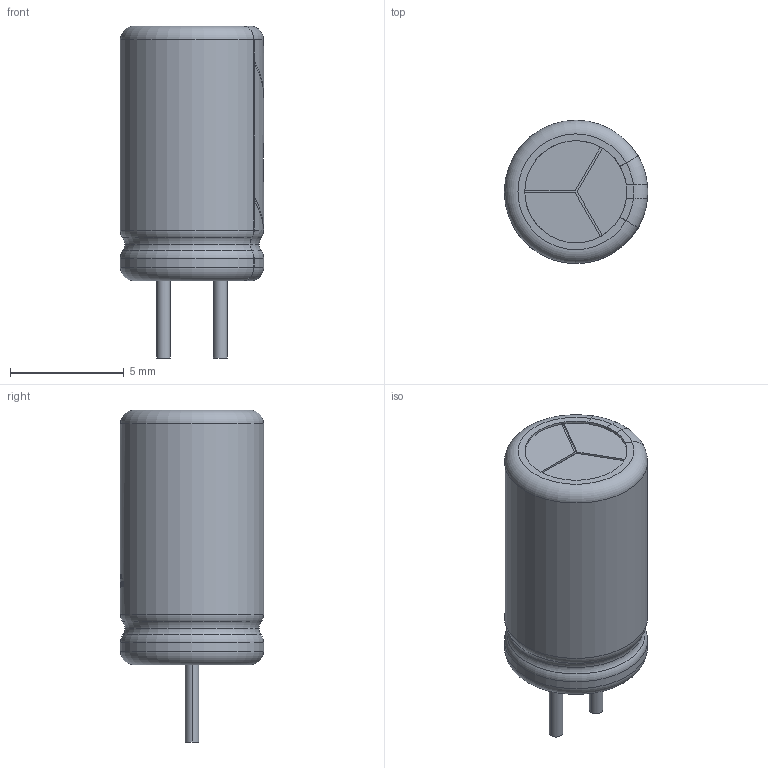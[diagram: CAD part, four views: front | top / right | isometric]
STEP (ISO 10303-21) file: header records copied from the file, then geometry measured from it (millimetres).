
FILE_DESCRIPTION (( 'STEP AP214' ), '1' );
FILE_NAME ('CAP-TH_BD6.3-P2.50-D1.0-FD.step', '2022-07-01T07:26:21', ( '' ), ( '' ), 'SwSTEP 2.0', 'SolidWorks 2020', '' );
FILE_SCHEMA (( 'AUTOMOTIVE_DESIGN' ));
Length unit declared in the file: millimetre
Products named in the file (1): CAP-TH_BD6.3-P2.50-D1.0-FD
Bounding box: 6.31 x 6.3 x 14.61 mm (x, y, z)
Volume: 343 mm3; surface area: 292.3 mm2
Topology: 1 solids, 1 shells, 291 faces, 795 edges, 528 vertices
Faces by surface type: plane 133, bspline 98, cylinder 43, torus 17
Entity records: 14062 total; most frequent: CARTESIAN_POINT 4949, ORIENTED_EDGE 1590, DIRECTION 839, EDGE_CURVE 795, VERTEX_POINT 528, EDGE_LOOP 313, FACE_OUTER_BOUND 291, ADVANCED_FACE 291
